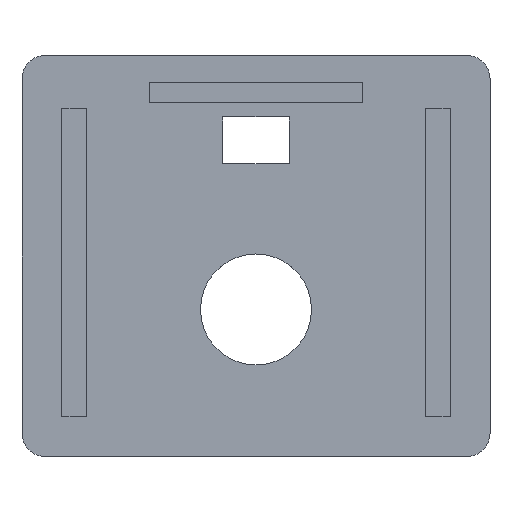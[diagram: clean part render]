
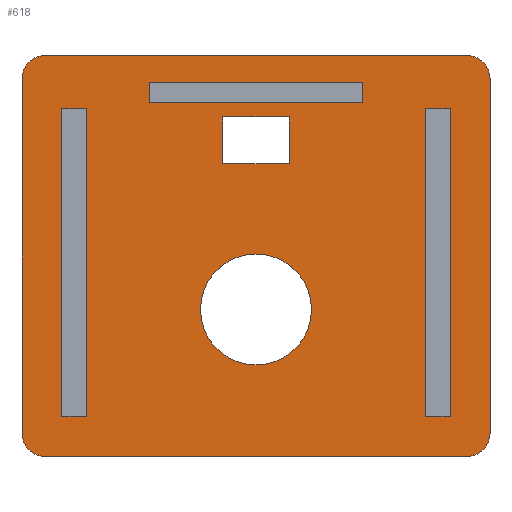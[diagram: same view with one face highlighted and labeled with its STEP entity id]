
A CAD part, top view. The second image highlights one B-rep face of the part: STEP entity #618.
In plain terms, the highlighted planar face has unit normal (0, 0, 1).
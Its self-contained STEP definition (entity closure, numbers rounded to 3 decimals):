
#28=FACE_BOUND('',#96,.T.);
#29=FACE_BOUND('',#97,.T.);
#30=FACE_BOUND('',#98,.T.);
#31=FACE_BOUND('',#99,.T.);
#32=FACE_BOUND('',#100,.T.);
#35=CIRCLE('',#671,1.75);
#36=CIRCLE('',#672,1.75);
#37=CIRCLE('',#673,1.75);
#38=CIRCLE('',#674,1.75);
#39=CIRCLE('',#675,4.15);
#57=FACE_OUTER_BOUND('',#95,.T.);
#95=EDGE_LOOP('',(#431,#432,#433,#434,#435,#436,#437,#438));
#96=EDGE_LOOP('',(#439,#440,#441,#442));
#97=EDGE_LOOP('',(#443,#444,#445,#446));
#98=EDGE_LOOP('',(#447));
#99=EDGE_LOOP('',(#448,#449,#450,#451));
#100=EDGE_LOOP('',(#452,#453,#454,#455));
#136=LINE('',#909,#205);
#140=LINE('',#918,#209);
#144=LINE('',#927,#213);
#148=LINE('',#936,#217);
#152=LINE('',#947,#221);
#153=LINE('',#951,#222);
#154=LINE('',#955,#223);
#155=LINE('',#958,#224);
#156=LINE('',#959,#225);
#157=LINE('',#960,#226);
#158=LINE('',#961,#227);
#159=LINE('',#962,#228);
#160=LINE('',#967,#229);
#161=LINE('',#969,#230);
#162=LINE('',#971,#231);
#163=LINE('',#972,#232);
#164=LINE('',#975,#233);
#165=LINE('',#977,#234);
#166=LINE('',#979,#235);
#167=LINE('',#980,#236);
#205=VECTOR('',#726,10.);
#209=VECTOR('',#732,10.);
#213=VECTOR('',#738,10.);
#217=VECTOR('',#744,10.);
#221=VECTOR('',#752,10.);
#222=VECTOR('',#755,10.);
#223=VECTOR('',#758,10.);
#224=VECTOR('',#761,10.);
#225=VECTOR('',#762,10.);
#226=VECTOR('',#763,10.);
#227=VECTOR('',#764,10.);
#228=VECTOR('',#765,10.);
#229=VECTOR('',#768,10.);
#230=VECTOR('',#769,10.);
#231=VECTOR('',#770,10.);
#232=VECTOR('',#771,10.);
#233=VECTOR('',#772,10.);
#234=VECTOR('',#773,10.);
#235=VECTOR('',#774,10.);
#236=VECTOR('',#775,10.);
#274=VERTEX_POINT('',#907);
#275=VERTEX_POINT('',#908);
#278=VERTEX_POINT('',#916);
#279=VERTEX_POINT('',#917);
#282=VERTEX_POINT('',#925);
#283=VERTEX_POINT('',#926);
#286=VERTEX_POINT('',#934);
#287=VERTEX_POINT('',#935);
#290=VERTEX_POINT('',#943);
#291=VERTEX_POINT('',#944);
#292=VERTEX_POINT('',#946);
#293=VERTEX_POINT('',#948);
#294=VERTEX_POINT('',#950);
#295=VERTEX_POINT('',#952);
#296=VERTEX_POINT('',#954);
#297=VERTEX_POINT('',#956);
#298=VERTEX_POINT('',#963);
#299=VERTEX_POINT('',#965);
#300=VERTEX_POINT('',#966);
#301=VERTEX_POINT('',#968);
#302=VERTEX_POINT('',#970);
#303=VERTEX_POINT('',#973);
#304=VERTEX_POINT('',#974);
#305=VERTEX_POINT('',#976);
#306=VERTEX_POINT('',#978);
#328=EDGE_CURVE('',#274,#275,#136,.T.);
#332=EDGE_CURVE('',#278,#279,#140,.T.);
#336=EDGE_CURVE('',#282,#283,#144,.T.);
#340=EDGE_CURVE('',#286,#287,#148,.T.);
#344=EDGE_CURVE('',#290,#291,#35,.T.);
#345=EDGE_CURVE('',#290,#292,#152,.T.);
#346=EDGE_CURVE('',#293,#292,#36,.T.);
#347=EDGE_CURVE('',#293,#294,#153,.T.);
#348=EDGE_CURVE('',#295,#294,#37,.T.);
#349=EDGE_CURVE('',#295,#296,#154,.T.);
#350=EDGE_CURVE('',#297,#296,#38,.T.);
#351=EDGE_CURVE('',#297,#291,#155,.T.);
#352=EDGE_CURVE('',#275,#282,#156,.T.);
#353=EDGE_CURVE('',#283,#274,#157,.T.);
#354=EDGE_CURVE('',#279,#286,#158,.T.);
#355=EDGE_CURVE('',#287,#278,#159,.T.);
#356=EDGE_CURVE('',#298,#298,#39,.T.);
#357=EDGE_CURVE('',#299,#300,#160,.T.);
#358=EDGE_CURVE('',#300,#301,#161,.T.);
#359=EDGE_CURVE('',#301,#302,#162,.T.);
#360=EDGE_CURVE('',#302,#299,#163,.T.);
#361=EDGE_CURVE('',#303,#304,#164,.T.);
#362=EDGE_CURVE('',#304,#305,#165,.T.);
#363=EDGE_CURVE('',#305,#306,#166,.T.);
#364=EDGE_CURVE('',#306,#303,#167,.T.);
#431=ORIENTED_EDGE('',*,*,#344,.F.);
#432=ORIENTED_EDGE('',*,*,#345,.T.);
#433=ORIENTED_EDGE('',*,*,#346,.F.);
#434=ORIENTED_EDGE('',*,*,#347,.T.);
#435=ORIENTED_EDGE('',*,*,#348,.F.);
#436=ORIENTED_EDGE('',*,*,#349,.T.);
#437=ORIENTED_EDGE('',*,*,#350,.F.);
#438=ORIENTED_EDGE('',*,*,#351,.T.);
#439=ORIENTED_EDGE('',*,*,#352,.T.);
#440=ORIENTED_EDGE('',*,*,#336,.T.);
#441=ORIENTED_EDGE('',*,*,#353,.T.);
#442=ORIENTED_EDGE('',*,*,#328,.T.);
#443=ORIENTED_EDGE('',*,*,#354,.T.);
#444=ORIENTED_EDGE('',*,*,#340,.T.);
#445=ORIENTED_EDGE('',*,*,#355,.T.);
#446=ORIENTED_EDGE('',*,*,#332,.T.);
#447=ORIENTED_EDGE('',*,*,#356,.T.);
#448=ORIENTED_EDGE('',*,*,#357,.T.);
#449=ORIENTED_EDGE('',*,*,#358,.T.);
#450=ORIENTED_EDGE('',*,*,#359,.T.);
#451=ORIENTED_EDGE('',*,*,#360,.T.);
#452=ORIENTED_EDGE('',*,*,#361,.T.);
#453=ORIENTED_EDGE('',*,*,#362,.T.);
#454=ORIENTED_EDGE('',*,*,#363,.T.);
#455=ORIENTED_EDGE('',*,*,#364,.T.);
#593=PLANE('',#670);
#618=ADVANCED_FACE('',(#57,#28,#29,#30,#31,#32),#593,.T.);
#670=AXIS2_PLACEMENT_3D('',#942,#748,#749);
#671=AXIS2_PLACEMENT_3D('',#945,#750,#751);
#672=AXIS2_PLACEMENT_3D('',#949,#753,#754);
#673=AXIS2_PLACEMENT_3D('',#953,#756,#757);
#674=AXIS2_PLACEMENT_3D('',#957,#759,#760);
#675=AXIS2_PLACEMENT_3D('',#964,#766,#767);
#726=DIRECTION('',(0.,1.,0.));
#732=DIRECTION('',(0.,1.,0.));
#738=DIRECTION('',(0.,-1.,0.));
#744=DIRECTION('',(0.,-1.,0.));
#748=DIRECTION('center_axis',(0.,0.,1.));
#749=DIRECTION('ref_axis',(1.,0.,0.));
#750=DIRECTION('center_axis',(0.,0.,-1.));
#751=DIRECTION('ref_axis',(0.707,-0.707,0.));
#752=DIRECTION('',(0.,1.,0.));
#753=DIRECTION('center_axis',(0.,0.,-1.));
#754=DIRECTION('ref_axis',(0.707,0.707,0.));
#755=DIRECTION('',(-1.,0.,0.));
#756=DIRECTION('center_axis',(0.,0.,-1.));
#757=DIRECTION('ref_axis',(-0.707,0.707,0.));
#758=DIRECTION('',(0.,-1.,0.));
#759=DIRECTION('center_axis',(0.,0.,-1.));
#760=DIRECTION('ref_axis',(-0.707,-0.707,0.));
#761=DIRECTION('',(1.,0.,0.));
#762=DIRECTION('',(1.,0.,0.));
#763=DIRECTION('',(-1.,0.,0.));
#764=DIRECTION('',(1.,0.,0.));
#765=DIRECTION('',(-1.,0.,0.));
#766=DIRECTION('center_axis',(0.,0.,-1.));
#767=DIRECTION('ref_axis',(-1.,0.,0.));
#768=DIRECTION('',(0.,1.,0.));
#769=DIRECTION('',(1.,0.,0.));
#770=DIRECTION('',(0.,-1.,0.));
#771=DIRECTION('',(-1.,0.,0.));
#772=DIRECTION('',(-1.,0.,0.));
#773=DIRECTION('',(0.,1.,0.));
#774=DIRECTION('',(1.,0.,0.));
#775=DIRECTION('',(0.,-1.,0.));
#907=CARTESIAN_POINT('',(12.69,-12.,1.8));
#908=CARTESIAN_POINT('',(12.69,11.,1.8));
#909=CARTESIAN_POINT('',(12.69,5.5,1.8));
#916=CARTESIAN_POINT('',(-14.52,-12.,1.8));
#917=CARTESIAN_POINT('',(-14.52,11.,1.8));
#918=CARTESIAN_POINT('',(-14.52,5.5,1.8));
#925=CARTESIAN_POINT('',(14.52,11.,1.8));
#926=CARTESIAN_POINT('',(14.52,-12.,1.8));
#927=CARTESIAN_POINT('',(14.52,-6.,1.8));
#934=CARTESIAN_POINT('',(-12.69,11.,1.8));
#935=CARTESIAN_POINT('',(-12.69,-12.,1.8));
#936=CARTESIAN_POINT('',(-12.69,-6.,1.8));
#942=CARTESIAN_POINT('Origin',(0.,0.,1.8));
#943=CARTESIAN_POINT('',(17.5,-13.25,1.8));
#944=CARTESIAN_POINT('',(15.75,-15.,1.8));
#945=CARTESIAN_POINT('Origin',(15.75,-13.25,1.8));
#946=CARTESIAN_POINT('',(17.5,13.25,1.8));
#947=CARTESIAN_POINT('',(17.5,-15.,1.8));
#948=CARTESIAN_POINT('',(15.75,15.,1.8));
#949=CARTESIAN_POINT('Origin',(15.75,13.25,1.8));
#950=CARTESIAN_POINT('',(-15.75,15.,1.8));
#951=CARTESIAN_POINT('',(17.5,15.,1.8));
#952=CARTESIAN_POINT('',(-17.5,13.25,1.8));
#953=CARTESIAN_POINT('Origin',(-15.75,13.25,1.8));
#954=CARTESIAN_POINT('',(-17.5,-13.25,1.8));
#955=CARTESIAN_POINT('',(-17.5,15.,1.8));
#956=CARTESIAN_POINT('',(-15.75,-15.,1.8));
#957=CARTESIAN_POINT('Origin',(-15.75,-13.25,1.8));
#958=CARTESIAN_POINT('',(-17.5,-15.,1.8));
#959=CARTESIAN_POINT('',(6.355,11.,1.8));
#960=CARTESIAN_POINT('',(7.25,-12.,1.8));
#961=CARTESIAN_POINT('',(-7.25,11.,1.8));
#962=CARTESIAN_POINT('',(-6.355,-12.,1.8));
#963=CARTESIAN_POINT('',(4.15,-4.,1.8));
#964=CARTESIAN_POINT('Origin',(0.,-4.,1.8));
#965=CARTESIAN_POINT('',(-2.5,6.9,1.8));
#966=CARTESIAN_POINT('',(-2.5,10.4,1.8));
#967=CARTESIAN_POINT('',(-2.5,3.45,1.8));
#968=CARTESIAN_POINT('',(2.5,10.4,1.8));
#969=CARTESIAN_POINT('',(-1.25,10.4,1.8));
#970=CARTESIAN_POINT('',(2.5,6.9,1.8));
#971=CARTESIAN_POINT('',(2.5,5.2,1.8));
#972=CARTESIAN_POINT('',(1.25,6.9,1.8));
#973=CARTESIAN_POINT('',(8.,11.5,1.8));
#974=CARTESIAN_POINT('',(-8.,11.5,1.8));
#975=CARTESIAN_POINT('',(-4.,11.5,1.8));
#976=CARTESIAN_POINT('',(-8.,13.,1.8));
#977=CARTESIAN_POINT('',(-8.,6.5,1.8));
#978=CARTESIAN_POINT('',(8.,13.,1.8));
#979=CARTESIAN_POINT('',(4.,13.,1.8));
#980=CARTESIAN_POINT('',(8.,5.75,1.8));
